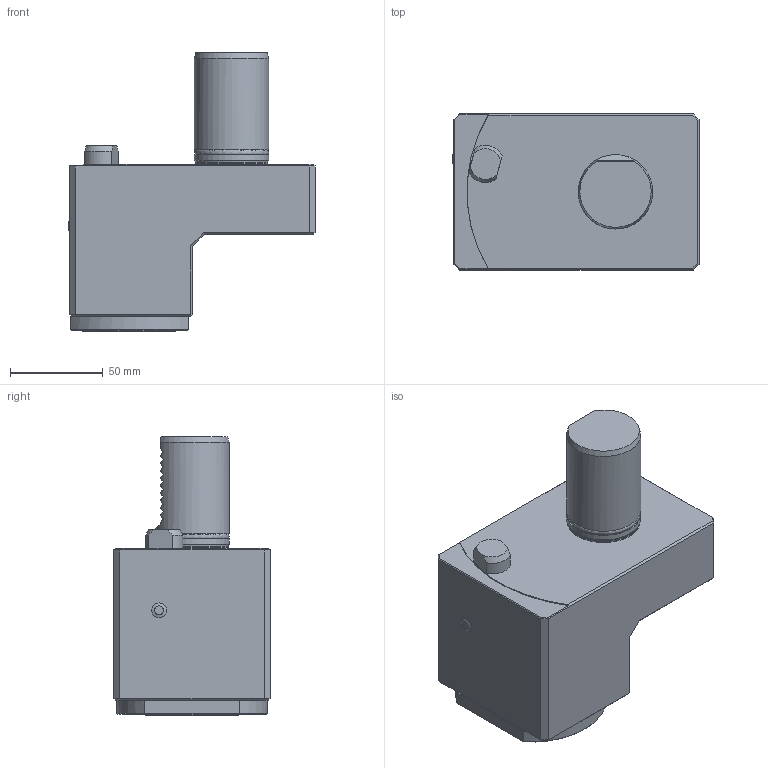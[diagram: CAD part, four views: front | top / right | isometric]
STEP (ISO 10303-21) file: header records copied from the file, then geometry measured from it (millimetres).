
FILE_DESCRIPTION(/* description */ (''),/* implementation_level */ '2;1');
FILE_NAME(/* name */ '1618583482153.stp',/* time_stamp */ '2021-04-16T16:31:29+02:00',/* author */ (''),/* organization */ ('SMS'),/* preprocessor_version */ 'ST-DEVELOPER v16.7',/* originating_system */ 'SIEMENS PLM Software NX 12.0',/* authorisation */ '');
FILE_SCHEMA (('AUTOMOTIVE_DESIGN { 1 0 10303 214 3 1 1 1 }'));
Length unit declared in the file: millimetre
Products named in the file (1): 203494479mod000_00
Bounding box: 132.54 x 84 x 150 mm (x, y, z)
Volume: 747495.7 mm3; surface area: 64944.9 mm2
Topology: 1 solids, 1 shells, 130 faces, 306 edges, 195 vertices
Faces by surface type: plane 94, cylinder 22, cone 5, sphere 5, bspline 2, torus 2
Full cylindrical faces by diameter (mm): 3 x1, 36.5 x2, 39 x1, 40 x2, 50 x1
Entity records: 3875 total; most frequent: CARTESIAN_POINT 1073, DIRECTION 575, ORIENTED_EDGE 540, EDGE_CURVE 270, AXIS2_PLACEMENT_3D 208, VERTEX_POINT 182, LINE 159, VECTOR 159
